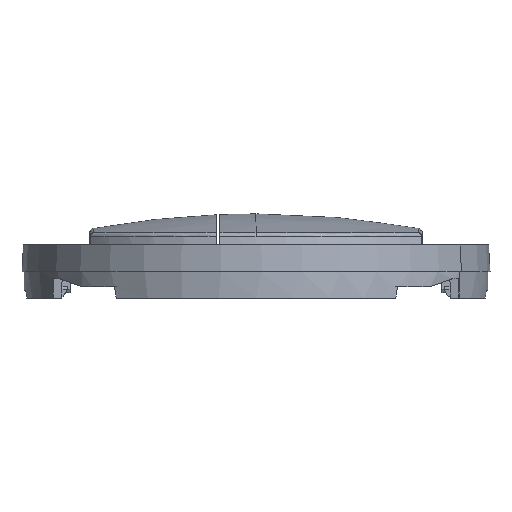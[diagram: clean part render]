
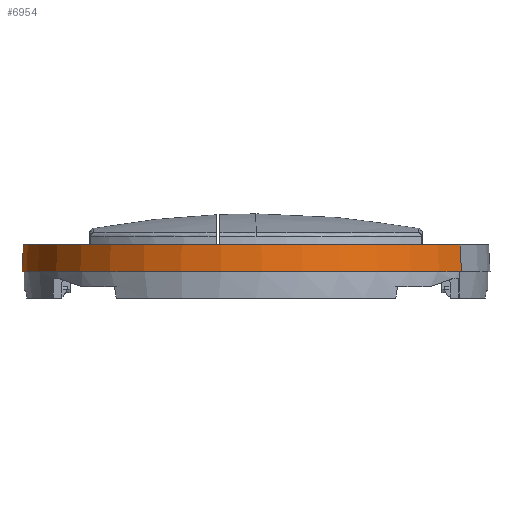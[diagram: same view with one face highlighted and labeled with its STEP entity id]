
A CAD part, front view. The second image highlights one B-rep face of the part: STEP entity #6954.
In plain terms, the highlighted conical face has half-angle 3 degrees and reference radius 26.342 mm.
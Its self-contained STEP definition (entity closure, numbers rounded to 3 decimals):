
#4989=AXIS2_PLACEMENT_3D('Circle Axis2P3D',#4987,#4988,$) ;
#6927=AXIS2_PLACEMENT_3D('Cone Axis2P3D',#6924,#6925,#6926) ;
#6938=AXIS2_PLACEMENT_3D('Circle Axis2P3D',#6936,#6937,$) ;
#4987=CARTESIAN_POINT('Axis2P3D Location',(0.,0.,5.5)) ;
#4991=CARTESIAN_POINT('Vertex',(23.256,-12.705,5.5)) ;
#4993=CARTESIAN_POINT('Vertex',(-23.256,12.705,5.5)) ;
#6924=CARTESIAN_POINT('Axis2P3D Location',(0.,0.,8.515)) ;
#6929=CARTESIAN_POINT('Line Origine',(23.187,-12.667,7.007)) ;
#6933=CARTESIAN_POINT('Vertex',(23.117,-12.629,8.515)) ;
#6936=CARTESIAN_POINT('Axis2P3D Location',(0.,0.,8.515)) ;
#6940=CARTESIAN_POINT('Vertex',(-23.117,12.629,8.515)) ;
#6943=CARTESIAN_POINT('Line Origine',(-23.187,12.667,7.007)) ;
#4988=DIRECTION('Axis2P3D Direction',(0.,0.,-1.)) ;
#6925=DIRECTION('Axis2P3D Direction',(0.,0.,-1.)) ;
#6926=DIRECTION('Axis2P3D XDirection',(-0.878,0.479,0.)) ;
#6930=DIRECTION('Vector Direction',(0.046,-0.025,-0.999)) ;
#6937=DIRECTION('Axis2P3D Direction',(0.,0.,-1.)) ;
#6944=DIRECTION('Vector Direction',(-0.046,0.025,-0.999)) ;
#6931=VECTOR('Line Direction',#6930,1.) ;
#6945=VECTOR('Line Direction',#6944,1.) ;
#6949=ORIENTED_EDGE('',*,*,#4995,.F.) ;
#6950=ORIENTED_EDGE('',*,*,#6935,.T.) ;
#6951=ORIENTED_EDGE('',*,*,#6942,.T.) ;
#6952=ORIENTED_EDGE('',*,*,#6947,.F.) ;
#6954=ADVANCED_FACE('0007249.1\\bague',(#6953),#6928,.T.) ;
#4990=CIRCLE('generated circle',#4989,26.5) ;
#6939=CIRCLE('generated circle',#6938,26.342) ;
#6928=CONICAL_SURFACE('Cone',#6927,26.342,0.052) ;
#4995=EDGE_CURVE('',#4992,#4994,#4990,.T.) ;
#6935=EDGE_CURVE('',#4992,#6934,#6932,.F.) ;
#6942=EDGE_CURVE('',#6934,#6941,#6939,.T.) ;
#6947=EDGE_CURVE('',#4994,#6941,#6946,.F.) ;
#6948=EDGE_LOOP('',(#6949,#6950,#6951,#6952)) ;
#6953=FACE_OUTER_BOUND('',#6948,.T.) ;
#6932=LINE('Line',#6929,#6931) ;
#6946=LINE('Line',#6943,#6945) ;
#4992=VERTEX_POINT('',#4991) ;
#4994=VERTEX_POINT('',#4993) ;
#6934=VERTEX_POINT('',#6933) ;
#6941=VERTEX_POINT('',#6940) ;
